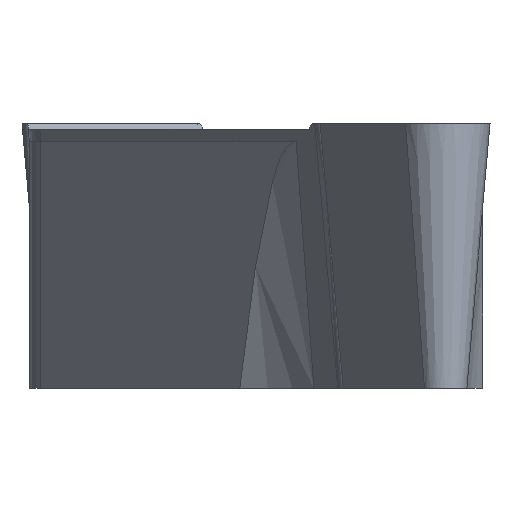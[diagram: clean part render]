
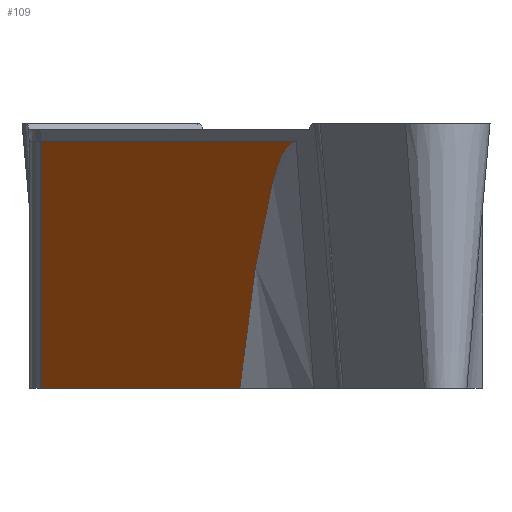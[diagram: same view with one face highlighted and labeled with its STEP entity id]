
A CAD part, front view. The second image highlights one B-rep face of the part: STEP entity #109.
In plain terms, the highlighted planar face has unit normal (-0.819, -0.574, 0).
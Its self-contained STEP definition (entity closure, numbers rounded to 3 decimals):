
#109=ADVANCED_FACE('',(#158),#129,.F.);
#129=PLANE('',#778);
#158=FACE_OUTER_BOUND('',#196,.T.);
#196=EDGE_LOOP('',(#465,#466,#467,#468,#469));
#236=LINE('',#1297,#296);
#256=LINE('',#1454,#316);
#262=LINE('',#1592,#326);
#296=VECTOR('',#835,1.);
#316=VECTOR('',#869,1.);
#326=VECTOR('',#927,1.);
#465=ORIENTED_EDGE('',*,*,#657,.F.);
#466=ORIENTED_EDGE('',*,*,#684,.T.);
#467=ORIENTED_EDGE('',*,*,#681,.T.);
#468=ORIENTED_EDGE('',*,*,#683,.T.);
#469=ORIENTED_EDGE('',*,*,#632,.F.);
#553=VERTEX_POINT('',#1270);
#560=VERTEX_POINT('',#1296);
#576=VERTEX_POINT('',#1453);
#589=VERTEX_POINT('',#1575);
#590=VERTEX_POINT('',#1576);
#632=EDGE_CURVE('',#560,#553,#236,.T.);
#657=EDGE_CURVE('',#576,#560,#256,.T.);
#681=EDGE_CURVE('',#589,#590,#718,.T.);
#683=EDGE_CURVE('',#590,#553,#720,.T.);
#684=EDGE_CURVE('',#576,#589,#262,.T.);
#718=B_SPLINE_CURVE_WITH_KNOTS('',3,(#1567,#1568,#1569,#1570,#1571,#1572,
#1573,#1574),.UNSPECIFIED.,.F.,.F.,(4,2,2,4),(0.,0.5,0.75,1.),
 .UNSPECIFIED.);
#720=B_SPLINE_CURVE_WITH_KNOTS('',3,(#1584,#1585,#1586,#1587,#1588,#1589,
#1590),.UNSPECIFIED.,.F.,.F.,(4,3,4),(0.,0.93,1.),
 .UNSPECIFIED.);
#778=AXIS2_PLACEMENT_3D('',#1593,#928,#929);
#835=DIRECTION('',(0.574,-0.819,0.));
#869=DIRECTION('',(0.,0.,1.));
#927=DIRECTION('',(0.574,-0.819,0.));
#928=DIRECTION('',(0.819,0.574,0.));
#929=DIRECTION('',(0.574,-0.819,0.));
#1270=CARTESIAN_POINT('',(0.686,-7.733,-0.3));
#1296=CARTESIAN_POINT('',(-3.681,-1.496,-0.3));
#1297=CARTESIAN_POINT('',(0.686,-7.733,-0.3));
#1453=CARTESIAN_POINT('',(-3.681,-1.496,-4.525));
#1454=CARTESIAN_POINT('',(-3.681,-1.496,-0.2));
#1567=CARTESIAN_POINT('',(-0.278,-6.357,-4.525));
#1568=CARTESIAN_POINT('',(-0.197,-6.472,-3.782));
#1569=CARTESIAN_POINT('',(-0.107,-6.601,-3.041));
#1570=CARTESIAN_POINT('',(0.072,-6.856,-1.95));
#1571=CARTESIAN_POINT('',(0.138,-6.951,-1.589));
#1572=CARTESIAN_POINT('',(0.307,-7.193,-0.893));
#1573=CARTESIAN_POINT('',(0.392,-7.314,-0.495));
#1574=CARTESIAN_POINT('',(0.595,-7.604,-0.335));
#1575=CARTESIAN_POINT('',(-0.278,-6.357,-4.525));
#1576=CARTESIAN_POINT('',(0.595,-7.604,-0.335));
#1584=CARTESIAN_POINT('',(0.595,-7.604,-0.335));
#1585=CARTESIAN_POINT('',(0.621,-7.641,-0.315));
#1586=CARTESIAN_POINT('',(0.65,-7.682,-0.302));
#1587=CARTESIAN_POINT('',(0.679,-7.723,-0.3));
#1588=CARTESIAN_POINT('',(0.681,-7.727,-0.3));
#1589=CARTESIAN_POINT('',(0.683,-7.73,-0.3));
#1590=CARTESIAN_POINT('',(0.686,-7.733,-0.3));
#1592=CARTESIAN_POINT('',(0.686,-7.733,-4.525));
#1593=CARTESIAN_POINT('',(0.686,-7.733,-0.2));
